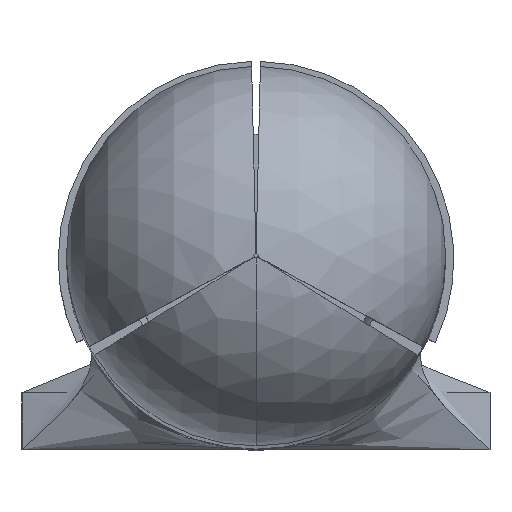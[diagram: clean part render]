
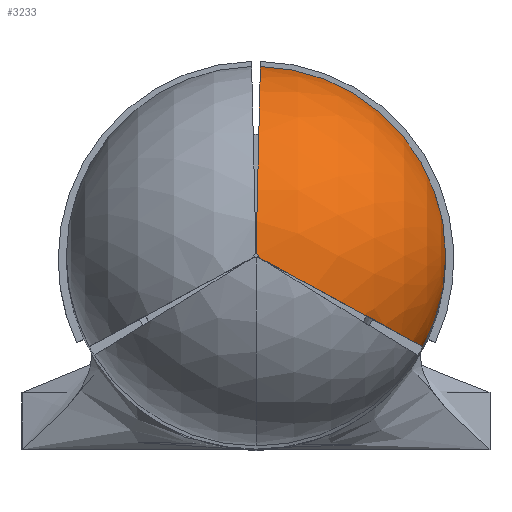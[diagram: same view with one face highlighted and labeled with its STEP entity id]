
A CAD part, top view. The second image highlights one B-rep face of the part: STEP entity #3233.
In plain terms, the highlighted spherical face has radius 2.369 mm.
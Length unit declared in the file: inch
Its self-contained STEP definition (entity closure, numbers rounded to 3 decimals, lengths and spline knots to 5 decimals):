
#128 = DIRECTION ( 'NONE',  ( 0., 0., -1. ) ) ;
#129 = SPHERICAL_SURFACE ( 'NONE', #3089, 0.09325 ) ;
#222 = EDGE_CURVE ( 'NONE', #2540, #1384, #6623, .T. ) ;
#472 = CARTESIAN_POINT ( 'NONE',  ( 0., 0., 0.96175 ) ) ;
#716 = CIRCLE ( 'NONE', #5379, 0.09325 ) ;
#728 = AXIS2_PLACEMENT_3D ( 'NONE', #3064, #128, #3603 ) ;
#939 = DIRECTION ( 'NONE',  ( 0.879, -0.477, 0. ) ) ;
#1182 = CARTESIAN_POINT ( 'NONE',  ( 0.001, 0., 1.05499 ) ) ;
#1310 = CARTESIAN_POINT ( 'NONE',  ( 0., 0., 0.96175 ) ) ;
#1353 = DIRECTION ( 'NONE',  ( 0., 0., 1. ) ) ;
#1384 = VERTEX_POINT ( 'NONE', #1431 ) ;
#1403 = DIRECTION ( 'NONE',  ( -1., 0., 0. ) ) ;
#1431 = CARTESIAN_POINT ( 'NONE',  ( 0.09325, 0., 0.96175 ) ) ;
#1499 = DIRECTION ( 'NONE',  ( -1., 0., 0. ) ) ;
#1514 = DIRECTION ( 'NONE',  ( 0., 0., 1. ) ) ;
#1532 = CARTESIAN_POINT ( 'NONE',  ( 0., 0., 0.96175 ) ) ;
#1679 = VERTEX_POINT ( 'NONE', #4501 ) ;
#1699 = DIRECTION ( 'NONE',  ( 0., 1., 0. ) ) ;
#1968 = CARTESIAN_POINT ( 'NONE',  ( 0., 0., 0.96175 ) ) ;
#2157 = CARTESIAN_POINT ( 'NONE',  ( 0., 0., 0.96175 ) ) ;
#2175 = CIRCLE ( 'NONE', #3217, 0.09325 ) ;
#2244 = CARTESIAN_POINT ( 'NONE',  ( 0.00088, -0.00048, 1.05499 ) ) ;
#2375 = EDGE_CURVE ( 'NONE', #1384, #1679, #2811, .T. ) ;
#2457 = DIRECTION ( 'NONE',  ( -0.023, -1., 0. ) ) ;
#2540 = VERTEX_POINT ( 'NONE', #3239 ) ;
#2811 = CIRCLE ( 'NONE', #3262, 0.09325 ) ;
#2850 = AXIS2_PLACEMENT_3D ( 'NONE', #1310, #1353, #1403 ) ;
#2853 = DIRECTION ( 'NONE',  ( 0., 0., -1. ) ) ;
#3064 = CARTESIAN_POINT ( 'NONE',  ( 0., 0., 1.05499 ) ) ;
#3072 = EDGE_CURVE ( 'NONE', #5582, #2540, #2175, .T. ) ;
#3089 = AXIS2_PLACEMENT_3D ( 'NONE', #2157, #4820, #1699 ) ;
#3125 = EDGE_CURVE ( 'NONE', #1679, #6554, #716, .T. ) ;
#3217 = AXIS2_PLACEMENT_3D ( 'NONE', #472, #3970, #939 ) ;
#3233 = ADVANCED_FACE ( 'NONE', ( #3947 ), #129, .T. ) ;
#3239 = CARTESIAN_POINT ( 'NONE',  ( 0.08198, -0.04444, 0.96175 ) ) ;
#3262 = AXIS2_PLACEMENT_3D ( 'NONE', #1532, #1514, #1499 ) ;
#3514 = CIRCLE ( 'NONE', #5872, 0.001 ) ;
#3603 = DIRECTION ( 'NONE',  ( -1., 0., 0. ) ) ;
#3947 = FACE_OUTER_BOUND ( 'NONE', #5105, .T. ) ;
#3970 = DIRECTION ( 'NONE',  ( 0.477, 0.879, 0. ) ) ;
#4021 = EDGE_CURVE ( 'NONE', #6639, #5582, #6139, .T. ) ;
#4501 = CARTESIAN_POINT ( 'NONE',  ( 0.00214, 0.09323, 0.96175 ) ) ;
#4820 = DIRECTION ( 'NONE',  ( -1., 0., 0. ) ) ;
#5073 = ORIENTED_EDGE ( 'NONE', *, *, #2375, .T. ) ;
#5105 = EDGE_LOOP ( 'NONE', ( #5235, #5073, #5723, #6063, #5814, #6220 ) ) ;
#5235 = ORIENTED_EDGE ( 'NONE', *, *, #222, .T. ) ;
#5379 = AXIS2_PLACEMENT_3D ( 'NONE', #1968, #5647, #2457 ) ;
#5582 = VERTEX_POINT ( 'NONE', #2244 ) ;
#5647 = DIRECTION ( 'NONE',  ( 1., -0.023, 0. ) ) ;
#5723 = ORIENTED_EDGE ( 'NONE', *, *, #3125, .T. ) ;
#5814 = ORIENTED_EDGE ( 'NONE', *, *, #4021, .T. ) ;
#5872 = AXIS2_PLACEMENT_3D ( 'NONE', #6058, #2853, #6624 ) ;
#6058 = CARTESIAN_POINT ( 'NONE',  ( 0., 0., 1.05499 ) ) ;
#6063 = ORIENTED_EDGE ( 'NONE', *, *, #6261, .T. ) ;
#6139 = CIRCLE ( 'NONE', #728, 0.001 ) ;
#6220 = ORIENTED_EDGE ( 'NONE', *, *, #3072, .T. ) ;
#6261 = EDGE_CURVE ( 'NONE', #6554, #6639, #3514, .T. ) ;
#6352 = CARTESIAN_POINT ( 'NONE',  ( 0.00002, 0.001, 1.05499 ) ) ;
#6554 = VERTEX_POINT ( 'NONE', #6352 ) ;
#6623 = CIRCLE ( 'NONE', #2850, 0.09325 ) ;
#6624 = DIRECTION ( 'NONE',  ( -1., 0., 0. ) ) ;
#6639 = VERTEX_POINT ( 'NONE', #1182 ) ;
